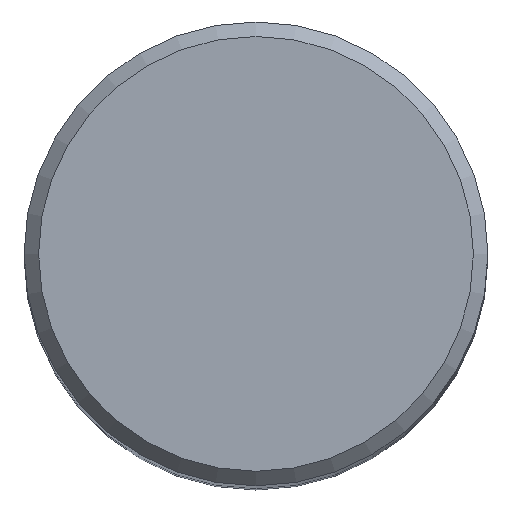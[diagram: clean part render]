
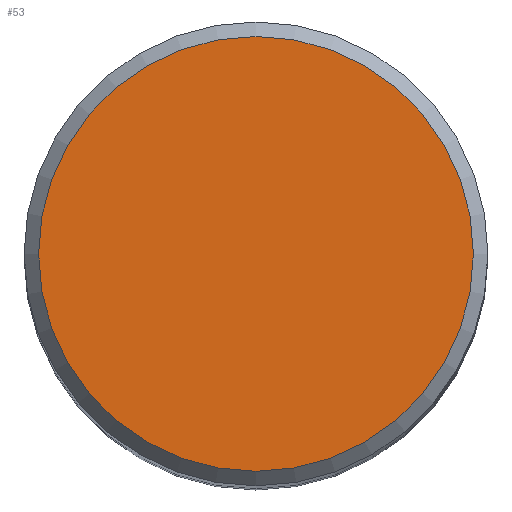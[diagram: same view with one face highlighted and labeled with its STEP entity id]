
A CAD part, top view. The second image highlights one B-rep face of the part: STEP entity #53.
In plain terms, the highlighted planar face has unit normal (0, 0, 1).
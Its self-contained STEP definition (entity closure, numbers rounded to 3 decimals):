
#25 = AXIS2_PLACEMENT_3D ( 'NONE', #203, #37, #92 ) ;
#31 = EDGE_LOOP ( 'NONE', ( #106 ) ) ;
#37 = DIRECTION ( 'NONE',  ( 0., 0., -1. ) ) ;
#41 = VERTEX_POINT ( 'NONE', #192 ) ;
#42 = AXIS2_PLACEMENT_3D ( 'NONE', #121, #57, #88 ) ;
#53 = ADVANCED_FACE ( 'NONE', ( #98 ), #130, .F. ) ;
#57 = DIRECTION ( 'NONE',  ( 0., 0., -1. ) ) ;
#88 = DIRECTION ( 'NONE',  ( 0., 1., 0. ) ) ;
#92 = DIRECTION ( 'NONE',  ( 0., 1., 0. ) ) ;
#98 = FACE_OUTER_BOUND ( 'NONE', #31, .T. ) ;
#106 = ORIENTED_EDGE ( 'NONE', *, *, #155, .F. ) ;
#121 = CARTESIAN_POINT ( 'NONE',  ( 0., 0., 83. ) ) ;
#130 = PLANE ( 'NONE',  #25 ) ;
#155 = EDGE_CURVE ( 'NONE', #41, #41, #199, .T. ) ;
#192 = CARTESIAN_POINT ( 'NONE',  ( 0., 7.5, 83. ) ) ;
#199 = CIRCLE ( 'NONE', #42, 7.5 ) ;
#203 = CARTESIAN_POINT ( 'NONE',  ( 0., 0., 83. ) ) ;
